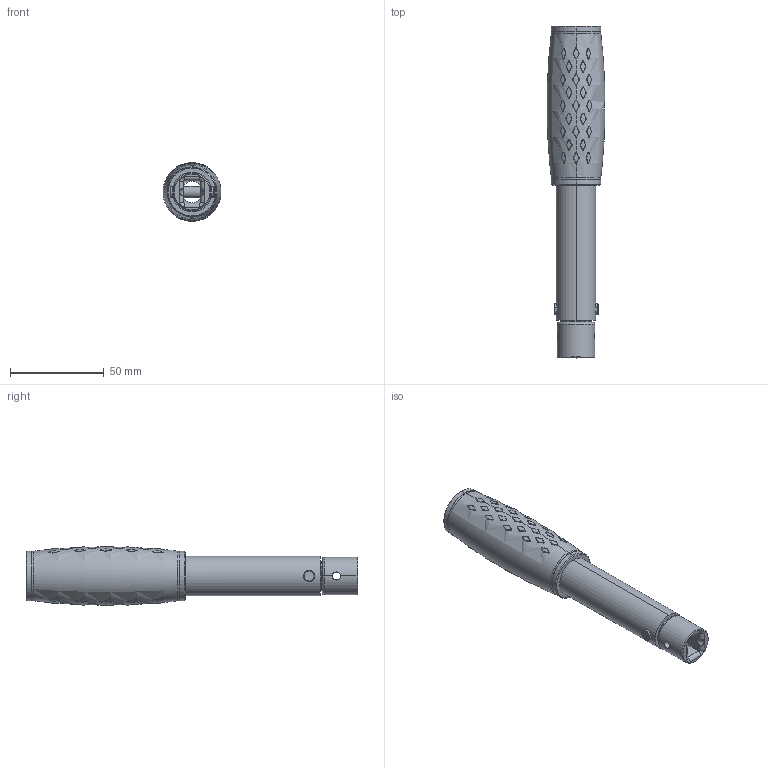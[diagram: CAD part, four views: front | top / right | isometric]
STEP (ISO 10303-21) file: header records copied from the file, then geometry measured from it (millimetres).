
FILE_DESCRIPTION (( 'STEP AP214' ), '1' );
FILE_NAME ('8439004101.STEP', '2016-12-13T07:16:48', ( '' ), ( '' ), 'SwSTEP 2.0', 'SolidWorks 2016', '' );
FILE_SCHEMA (( 'AUTOMOTIVE_DESIGN' ));
Length unit declared in the file: millimetre
Products named in the file (1): 8439004101
Bounding box: 30.92 x 177 x 31.41 mm (x, y, z)
Surface area: 30891.8 mm2 (no closed solid volume)
Topology: 0 solids, 10 shells, 474 faces, 1411 edges, 914 vertices
Faces by surface type: bspline 392, cylinder 42, plane 20, cone 12, torus 8
Entity records: 38291 total; most frequent: CARTESIAN_POINT 24072, ORIENTED_EDGE 2546, EDGE_CURVE 1382, B_SPLINE_CURVE_WITH_KNOTS 1178, VERTEX_POINT 914, EDGE_LOOP 526, UNCERTAINTY_MEASURE_WITH_UNIT 476, PRESENTATION_STYLE_ASSIGNMENT 475
